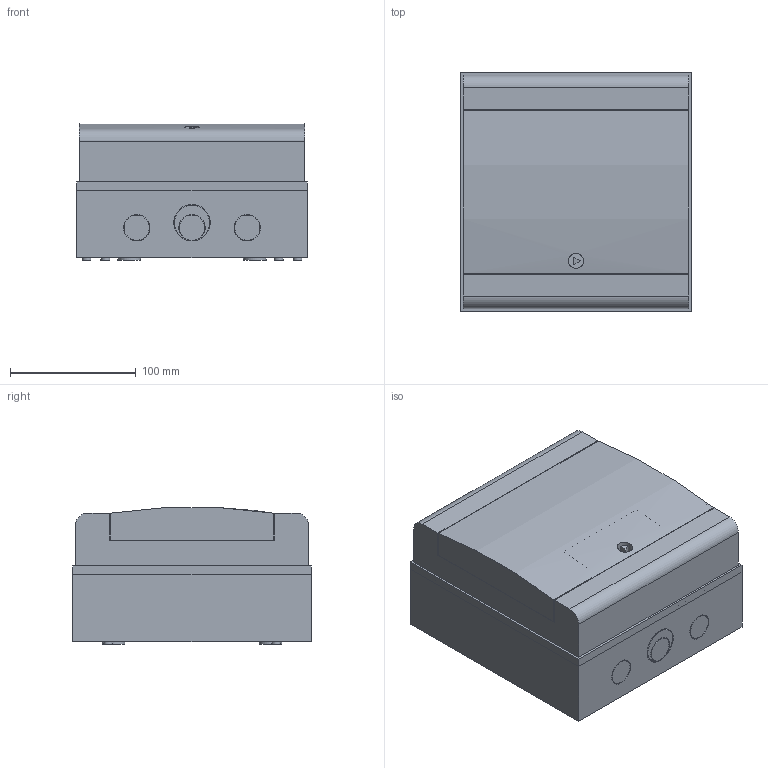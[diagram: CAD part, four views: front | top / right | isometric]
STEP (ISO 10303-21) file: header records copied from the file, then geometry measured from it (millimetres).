
FILE_DESCRIPTION (( 'STEP AP203' ), '1' );
FILE_NAME ('MKP73-N-08-66 帎砅-8 IP66.STEP', '2016-10-18T07:13:21', ( '' ), ( '' ), 'SwSTEP 2.0', 'SolidWorks 2014', '' );
FILE_SCHEMA (( 'CONFIG_CONTROL_DESIGN' ));
Length unit declared in the file: millimetre
Products named in the file (1): MKP73-N-08-66 帎砅-8 IP66
Bounding box: 184 x 190 x 108.94 mm (x, y, z)
Volume: 698597.9 mm3; surface area: 459858.7 mm2
Topology: 8 solids, 8 shells, 882 faces, 2280 edges, 1521 vertices
Faces by surface type: plane 619, cylinder 177, cone 84, bspline 2
Full cylindrical faces by diameter (mm): 2.5 x8, 4 x22, 5 x24, 6 x2, 7 x8, 10 x2, 11.5 x4, 12 x1, 13 x10, 18 x8, 20 x6, 21 x4, 29 x2
Entity records: 26315 total; most frequent: CARTESIAN_POINT 5509, DIRECTION 4278, ORIENTED_EDGE 4058, EDGE_CURVE 2029, AXIS2_PLACEMENT_3D 1555, VERTEX_POINT 1434, EDGE_LOOP 1209, LINE 1168
